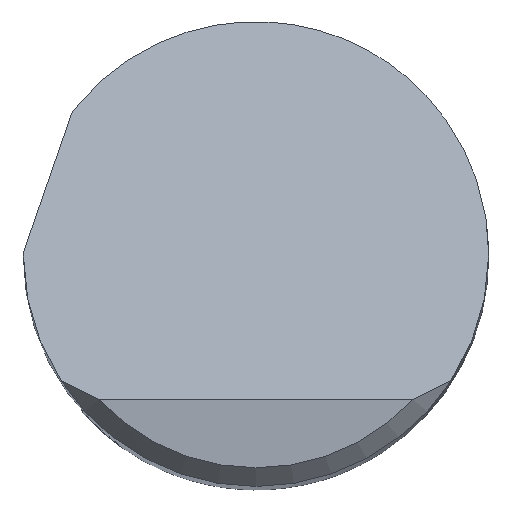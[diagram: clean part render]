
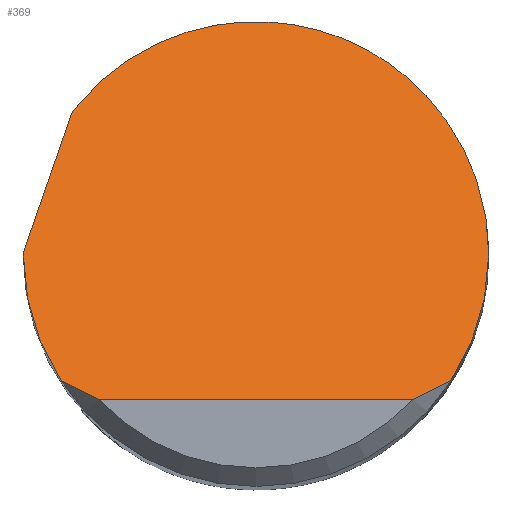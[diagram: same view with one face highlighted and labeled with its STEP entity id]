
A CAD part, top view. The second image highlights one B-rep face of the part: STEP entity #369.
In plain terms, the highlighted planar face has unit normal (0, 0.707, 0.707).
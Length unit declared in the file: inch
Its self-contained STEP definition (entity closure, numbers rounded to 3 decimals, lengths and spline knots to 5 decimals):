
#36 = EDGE_CURVE ( 'NONE', #785, #565, #805, .T. ) ;
#46 = LINE ( 'NONE', #232, #270 ) ;
#62 = CARTESIAN_POINT ( 'NONE',  ( -0.157, -0.1025, 1.985 ) ) ;
#73 = VERTEX_POINT ( 'NONE', #157 ) ;
#84 = CARTESIAN_POINT ( 'NONE',  ( 0.1875, -0.03666, 1.91916 ) ) ;
#142 = CARTESIAN_POINT ( 'NONE',  ( -0.17704, -0.0718, 1.9543 ) ) ;
#157 = CARTESIAN_POINT ( 'NONE',  ( -0.14795, 0.11518, 1.76732 ) ) ;
#159 = LINE ( 'NONE', #586, #659 ) ;
#160 = ORIENTED_EDGE ( 'NONE', *, *, #655, .T. ) ;
#167 = CARTESIAN_POINT ( 'NONE',  ( -0.01587, 0.28485, 1.59765 ) ) ;
#177 = VERTEX_POINT ( 'NONE', #517 ) ;
#187 = CARTESIAN_POINT ( 'NONE',  ( -0.1369, -0.11288, 1.99538 ) ) ;
#190 = EDGE_CURVE ( 'NONE', #444, #565, #580, .T. ) ;
#232 = CARTESIAN_POINT ( 'NONE',  ( -0.22622, -0.1108, 1.9933 ) ) ;
#250 = CARTESIAN_POINT ( 'NONE',  ( 0.1369, -0.11288, 1.99538 ) ) ;
#270 = VECTOR ( 'NONE', #696, 39.37008 ) ;
#273 = EDGE_LOOP ( 'NONE', ( #731, #684, #613, #340, #708, #488, #510, #160 ) ) ;
#306 = CARTESIAN_POINT ( 'NONE',  ( 0.1875, 0.21502, 1.66748 ) ) ;
#320 = EDGE_CURVE ( 'NONE', #177, #73, #46, .T. ) ;
#330 = CARTESIAN_POINT ( 'NONE',  ( -0.14711, -0.10785, 1.99035 ) ) ;
#334 = DIRECTION ( 'NONE',  ( 0., 0.707, -0.707 ) ) ;
#340 = ORIENTED_EDGE ( 'NONE', *, *, #500, .F. ) ;
#344 = CARTESIAN_POINT ( 'NONE',  ( 0.12629, -0.1175, 2. ) ) ;
#359 =( BOUNDED_CURVE ( )  B_SPLINE_CURVE ( 3, ( #621, #142, #415, #676 ),
 .UNSPECIFIED., .F., .F. ) 
 B_SPLINE_CURVE_WITH_KNOTS ( ( 4, 4 ),
 ( 4.13401, 4.71239 ),
 .UNSPECIFIED. ) 
 CURVE ( )  GEOMETRIC_REPRESENTATION_ITEM ( )  RATIONAL_B_SPLINE_CURVE ( ( 1., 0.972, 0.972, 1. ) ) 
 REPRESENTATION_ITEM ( '' )  );
#360 = CARTESIAN_POINT ( 'NONE',  ( 0.157, -0.1025, 1.985 ) ) ;
#369 = ADVANCED_FACE ( 'NONE', ( #461 ), #401, .F. ) ;
#387 = CARTESIAN_POINT ( 'NONE',  ( -0.1875, 0., 1.8825 ) ) ;
#401 = PLANE ( 'NONE',  #548 ) ;
#404 = DIRECTION ( 'NONE',  ( 0., -0.707, -0.707 ) ) ;
#415 = CARTESIAN_POINT ( 'NONE',  ( -0.1875, -0.03666, 1.91916 ) ) ;
#427 = CARTESIAN_POINT ( 'NONE',  ( -0.14795, 0.11518, 1.76732 ) ) ;
#431 = CARTESIAN_POINT ( 'NONE',  ( -0.12629, -0.1175, 2. ) ) ;
#444 = VERTEX_POINT ( 'NONE', #344 ) ;
#461 = FACE_OUTER_BOUND ( 'NONE', #273, .T. ) ;
#473 = CARTESIAN_POINT ( 'NONE',  ( 0.1875, 0., 1.8825 ) ) ;
#488 = ORIENTED_EDGE ( 'NONE', *, *, #822, .F. ) ;
#496 = CARTESIAN_POINT ( 'NONE',  ( 0.157, -0.1025, 1.985 ) ) ;
#500 = EDGE_CURVE ( 'NONE', #73, #785, #576, .T. ) ;
#510 = ORIENTED_EDGE ( 'NONE', *, *, #716, .F. ) ;
#511 = EDGE_CURVE ( 'NONE', #804, #444, #159, .T. ) ;
#517 = CARTESIAN_POINT ( 'NONE',  ( -0.1875, 0.001, 1.8815 ) ) ;
#548 = AXIS2_PLACEMENT_3D ( 'NONE', #663, #404, #334 ) ;
#550 = CARTESIAN_POINT ( 'NONE',  ( 0.1875, 0., 1.8825 ) ) ;
#556 = CARTESIAN_POINT ( 'NONE',  ( -0.157, -0.1025, 1.985 ) ) ;
#565 = VERTEX_POINT ( 'NONE', #496 ) ;
#566 = CARTESIAN_POINT ( 'NONE',  ( -0.1875, 0.00067, 1.88183 ) ) ;
#576 =( BOUNDED_CURVE ( )  B_SPLINE_CURVE ( 3, ( #427, #167, #306, #824 ),
 .UNSPECIFIED., .F., .F. ) 
 B_SPLINE_CURVE_WITH_KNOTS ( ( 4, 4 ),
 ( 5.37386, 7.85398 ),
 .UNSPECIFIED. ) 
 CURVE ( )  GEOMETRIC_REPRESENTATION_ITEM ( )  RATIONAL_B_SPLINE_CURVE ( ( 1., 0.55, 0.55, 1. ) ) 
 REPRESENTATION_ITEM ( '' )  );
#580 = B_SPLINE_CURVE_WITH_KNOTS ( 'NONE', 3,
 ( #756, #250, #634, #638 ),
 .UNSPECIFIED., .F., .F.,
 ( 4, 4 ),
 ( 0., 0.00095 ),
 .UNSPECIFIED. ) ;
#584 = CARTESIAN_POINT ( 'NONE',  ( -0.1875, 0., 1.8825 ) ) ;
#586 = CARTESIAN_POINT ( 'NONE',  ( 0., -0.1175, 2. ) ) ;
#613 = ORIENTED_EDGE ( 'NONE', *, *, #36, .F. ) ;
#621 = CARTESIAN_POINT ( 'NONE',  ( -0.157, -0.1025, 1.985 ) ) ;
#625 = B_SPLINE_CURVE_WITH_KNOTS ( 'NONE', 3,
 ( #62, #330, #187, #668 ),
 .UNSPECIFIED., .F., .F.,
 ( 4, 4 ),
 ( 0., 0.00095 ),
 .UNSPECIFIED. ) ;
#634 = CARTESIAN_POINT ( 'NONE',  ( 0.14711, -0.10785, 1.99035 ) ) ;
#635 = DIRECTION ( 'NONE',  ( 1., 0., 0. ) ) ;
#638 = CARTESIAN_POINT ( 'NONE',  ( 0.157, -0.1025, 1.985 ) ) ;
#651 =( BOUNDED_CURVE ( )  B_SPLINE_CURVE ( 3, ( #387, #779, #566, #755 ),
 .UNSPECIFIED., .F., .T. ) 
 B_SPLINE_CURVE_WITH_KNOTS ( ( 4, 4 ),
 ( 4.71239, 4.71772 ),
 .UNSPECIFIED. ) 
 CURVE ( )  GEOMETRIC_REPRESENTATION_ITEM ( )  RATIONAL_B_SPLINE_CURVE ( ( 1., 1., 1., 1. ) ) 
 REPRESENTATION_ITEM ( '' )  );
#655 = EDGE_CURVE ( 'NONE', #773, #804, #625, .T. ) ;
#659 = VECTOR ( 'NONE', #635, 39.37008 ) ;
#663 = CARTESIAN_POINT ( 'NONE',  ( -0.1875, -0.1175, 2. ) ) ;
#668 = CARTESIAN_POINT ( 'NONE',  ( -0.12629, -0.1175, 2. ) ) ;
#672 = CARTESIAN_POINT ( 'NONE',  ( 0.17704, -0.0718, 1.9543 ) ) ;
#676 = CARTESIAN_POINT ( 'NONE',  ( -0.1875, 0., 1.8825 ) ) ;
#684 = ORIENTED_EDGE ( 'NONE', *, *, #190, .T. ) ;
#696 = DIRECTION ( 'NONE',  ( 0.238, 0.687, -0.687 ) ) ;
#708 = ORIENTED_EDGE ( 'NONE', *, *, #320, .F. ) ;
#716 = EDGE_CURVE ( 'NONE', #773, #831, #359, .T. ) ;
#731 = ORIENTED_EDGE ( 'NONE', *, *, #511, .T. ) ;
#755 = CARTESIAN_POINT ( 'NONE',  ( -0.1875, 0.001, 1.8815 ) ) ;
#756 = CARTESIAN_POINT ( 'NONE',  ( 0.12629, -0.1175, 2. ) ) ;
#773 = VERTEX_POINT ( 'NONE', #556 ) ;
#779 = CARTESIAN_POINT ( 'NONE',  ( -0.1875, 0.00033, 1.88217 ) ) ;
#785 = VERTEX_POINT ( 'NONE', #473 ) ;
#804 = VERTEX_POINT ( 'NONE', #431 ) ;
#805 =( BOUNDED_CURVE ( )  B_SPLINE_CURVE ( 3, ( #550, #84, #672, #360 ),
 .UNSPECIFIED., .F., .F. ) 
 B_SPLINE_CURVE_WITH_KNOTS ( ( 4, 4 ),
 ( 1.5708, 2.14917 ),
 .UNSPECIFIED. ) 
 CURVE ( )  GEOMETRIC_REPRESENTATION_ITEM ( )  RATIONAL_B_SPLINE_CURVE ( ( 1., 0.972, 0.972, 1. ) ) 
 REPRESENTATION_ITEM ( '' )  );
#822 = EDGE_CURVE ( 'NONE', #831, #177, #651, .T. ) ;
#824 = CARTESIAN_POINT ( 'NONE',  ( 0.1875, 0., 1.8825 ) ) ;
#831 = VERTEX_POINT ( 'NONE', #584 ) ;
